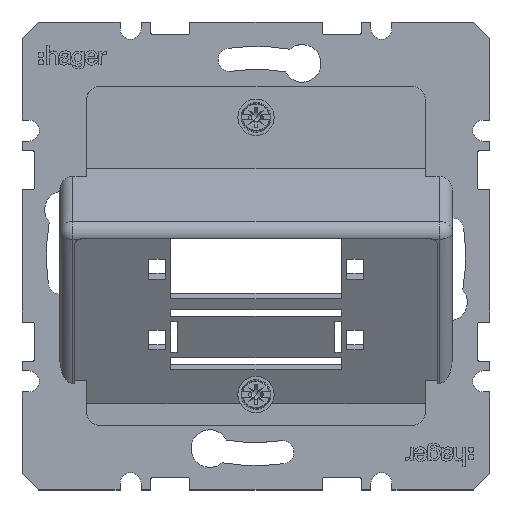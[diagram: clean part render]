
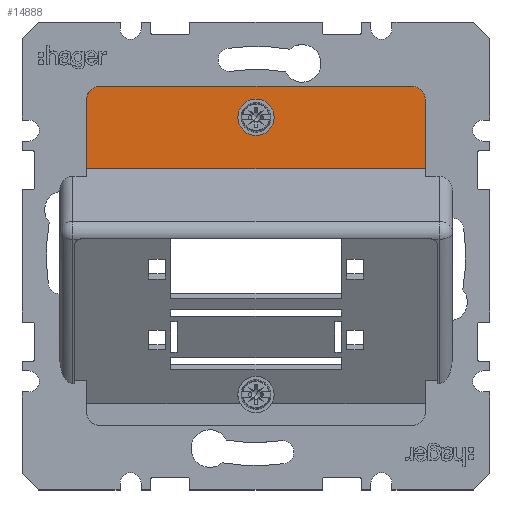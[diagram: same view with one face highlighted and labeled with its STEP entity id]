
A CAD part, top view. The second image highlights one B-rep face of the part: STEP entity #14888.
In plain terms, the highlighted face is planar.
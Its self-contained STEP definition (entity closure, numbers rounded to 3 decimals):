
#267=DIRECTION('',(0.,0.,1.));
#268=VECTOR('',#267,10.455);
#269=CARTESIAN_POINT('',(-25.669,5.1,-23.676));
#270=LINE('3536',#269,#268);
#294=DIRECTION('',(1.,0.,0.));
#295=VECTOR('',#294,51.337);
#296=CARTESIAN_POINT('',(-25.669,5.1,-13.221));
#297=LINE('3557',#296,#295);
#494=DIRECTION('',(0.,0.,-1.));
#495=VECTOR('',#494,10.455);
#496=CARTESIAN_POINT('',(25.669,5.1,-13.221));
#497=LINE('3600',#496,#495);
#536=CARTESIAN_POINT('',(-25.669,5.1,-23.676));
#537=CARTESIAN_POINT('',(-25.669,5.1,-24.199));
#538=CARTESIAN_POINT('',(-25.238,5.1,-25.238));
#539=CARTESIAN_POINT('',(-24.199,5.1,-25.669));
#540=CARTESIAN_POINT('',(-23.676,5.1,-25.669));
#542=DIRECTION('',(1.,0.,0.));
#543=VECTOR('',#542,47.353);
#544=CARTESIAN_POINT('',(-23.676,5.1,-25.669));
#545=LINE('3622',#544,#543);
#546=CARTESIAN_POINT('',(23.676,5.1,-25.669));
#547=CARTESIAN_POINT('',(24.199,5.1,-25.669));
#548=CARTESIAN_POINT('',(25.238,5.1,-25.238));
#549=CARTESIAN_POINT('',(25.669,5.1,-24.199));
#550=CARTESIAN_POINT('',(25.669,5.1,-23.676));
#552=CARTESIAN_POINT('',(0.,5.1,-21.));
#553=DIRECTION('',(0.,1.,0.));
#554=DIRECTION('',(0.,0.,-1.));
#555=AXIS2_PLACEMENT_3D('',#552,#553,#554);
#557=CARTESIAN_POINT('',(0.,5.1,-21.));
#558=DIRECTION('',(0.,1.,0.));
#559=DIRECTION('',(0.,0.,1.));
#560=AXIS2_PLACEMENT_3D('',#557,#558,#559);
#10952=CARTESIAN_POINT('',(-25.669,5.1,-23.676));
#10954=VERTEX_POINT('',#10952);
#10957=CARTESIAN_POINT('',(-23.676,5.1,-25.669));
#10958=VERTEX_POINT('',#10957);
#10965=CARTESIAN_POINT('',(-25.669,5.1,-13.221));
#10966=VERTEX_POINT('',#10965);
#10999=CARTESIAN_POINT('',(25.669,5.1,-13.221));
#11000=VERTEX_POINT('',#10999);
#11049=CARTESIAN_POINT('',(25.669,5.1,-23.676));
#11050=VERTEX_POINT('',#11049);
#11077=CARTESIAN_POINT('',(23.676,5.1,-25.669));
#11078=VERTEX_POINT('',#11077);
#11079=CARTESIAN_POINT('',(0.,5.1,-23.75));
#11080=CARTESIAN_POINT('',(0.,5.1,-18.25));
#11081=VERTEX_POINT('',#11079);
#11082=VERTEX_POINT('',#11080);
#14869=CARTESIAN_POINT('',(0.,5.1,0.));
#14870=DIRECTION('',(0.,-1.,0.));
#14871=DIRECTION('',(-1.,0.,0.));
#14872=AXIS2_PLACEMENT_3D('',#14869,#14870,#14871);
#14873=PLANE('4035',#14872);
#14874=ORIENTED_EDGE('3536',*,*,#14354,.F.);
#14875=ORIENTED_EDGE('3532',*,*,#14330,.T.);
#14876=ORIENTED_EDGE('3622',*,*,#14830,.T.);
#14877=ORIENTED_EDGE('3623',*,*,#14857,.T.);
#14878=ORIENTED_EDGE('3600',*,*,#14741,.F.);
#14879=ORIENTED_EDGE('3557',*,*,#14415,.F.);
#14880=EDGE_LOOP('4035',(#14874,#14875,#14876,#14877,#14878,#14879));
#14881=FACE_OUTER_BOUND('4035',#14880,.F.);
#14883=ORIENTED_EDGE('3624',*,*,#14882,.T.);
#14885=ORIENTED_EDGE('3625',*,*,#14884,.T.);
#14886=EDGE_LOOP('4035',(#14883,#14885));
#14887=FACE_BOUND('4035',#14886,.F.);
#14888=ADVANCED_FACE('4035',(#14881,#14887),#14873,.F.);
#541=B_SPLINE_CURVE_WITH_KNOTS('3532',3,(#536,#537,#538,#539,#540),
.UNSPECIFIED.,.F.,.F.,(4,1,4),(0.,0.5,1.),.UNSPECIFIED.);
#551=B_SPLINE_CURVE_WITH_KNOTS('3623',3,(#546,#547,#548,#549,#550),
.UNSPECIFIED.,.F.,.F.,(4,1,4),(0.,0.5,1.),.UNSPECIFIED.);
#556=CIRCLE('3624',#555,2.75);
#561=CIRCLE('3625',#560,2.75);
#14330=EDGE_CURVE('3532',#10954,#10958,#541,.T.);
#14354=EDGE_CURVE('3536',#10954,#10966,#270,.T.);
#14415=EDGE_CURVE('3557',#10966,#11000,#297,.T.);
#14741=EDGE_CURVE('3600',#11000,#11050,#497,.T.);
#14830=EDGE_CURVE('3622',#10958,#11078,#545,.T.);
#14857=EDGE_CURVE('3623',#11078,#11050,#551,.T.);
#14882=EDGE_CURVE('3624',#11081,#11082,#556,.T.);
#14884=EDGE_CURVE('3625',#11082,#11081,#561,.T.);
